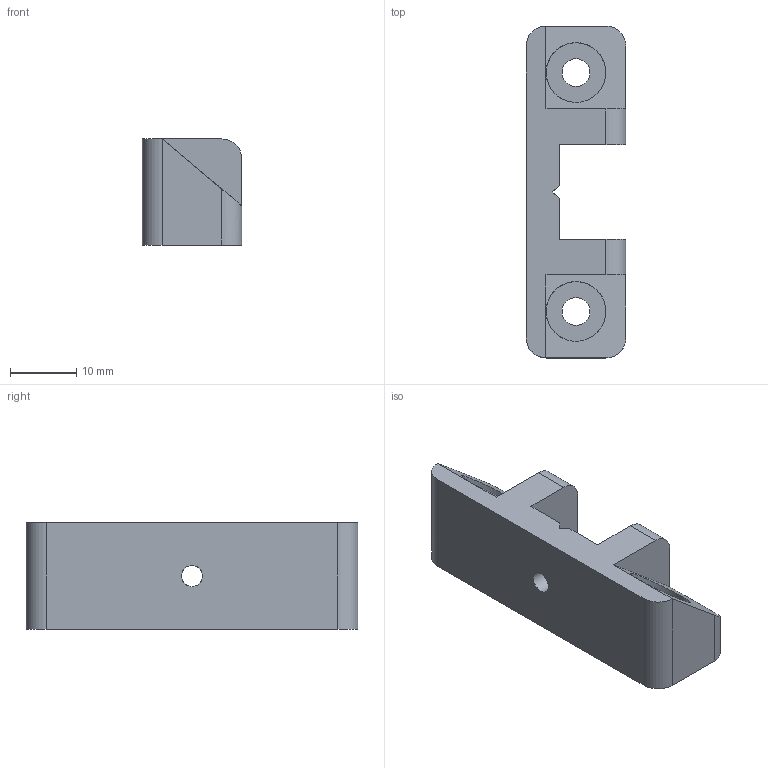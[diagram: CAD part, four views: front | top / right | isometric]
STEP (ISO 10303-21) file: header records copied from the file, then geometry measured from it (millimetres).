
FILE_DESCRIPTION(('FreeCAD Model'),'2;1');
FILE_NAME('Open CASCADE Shape Model','2021-12-31T21:09:42',('Author'),( ''),'Open CASCADE STEP processor 7.5','FreeCAD','Unknown');
FILE_SCHEMA(('AUTOMOTIVE_DESIGN { 1 0 10303 214 1 1 1 1 }'));
Length unit declared in the file: millimetre
Products named in the file (1): y-idler
Bounding box: 15 x 50 x 16 mm (x, y, z)
Volume: 6846.8 mm3; surface area: 3893.3 mm2
Topology: 1 solids, 1 shells, 32 faces, 86 edges, 57 vertices
Faces by surface type: plane 21, cylinder 11
Full cylindrical faces by diameter (mm): 3.2 x1, 4.2 x2, 9 x2
Entity records: 2273 total; most frequent: CARTESIAN_POINT 566, DIRECTION 303, ORIENTED_EDGE 172, PCURVE 172, DEFINITIONAL_REPRESENTATION 172, LINE 158, VECTOR 158, EDGE_CURVE 86
